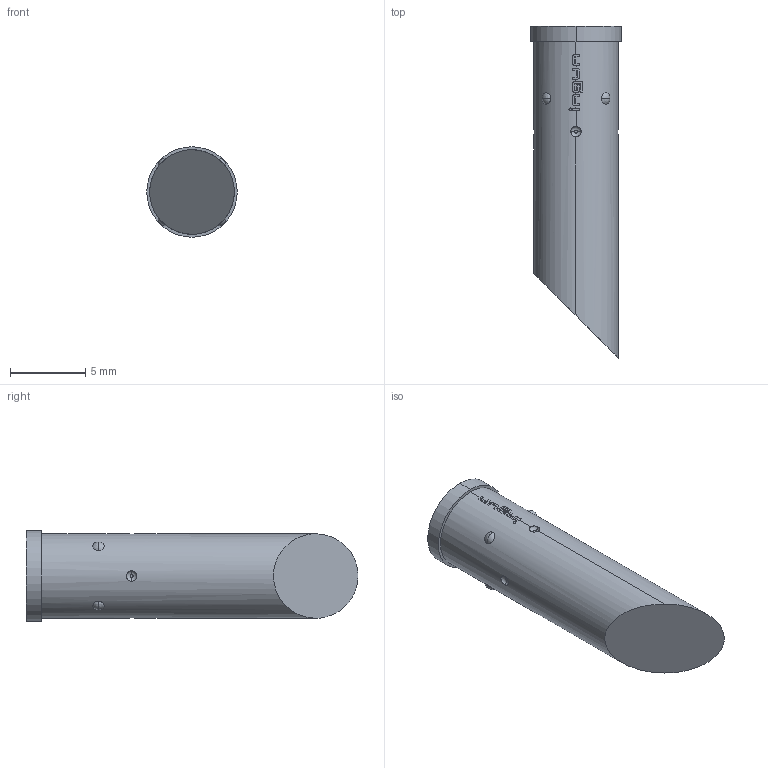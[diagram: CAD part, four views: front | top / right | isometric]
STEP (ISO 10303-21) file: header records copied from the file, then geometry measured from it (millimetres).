
FILE_DESCRIPTION (( 'STEP AP203' ), '1' );
FILE_NAME ('INGUN_KS-364_23.STEP', '2024-06-10T07:50:51', ( '' ), ( '' ), 'SwSTEP 2.0', 'SolidWorks 2023', '' );
FILE_SCHEMA (( 'CONFIG_CONTROL_DESIGN' ));
Length unit declared in the file: millimetre
Products named in the file (1): INGUN_KS-364_23
Bounding box: 6 x 22 x 6 mm (x, y, z)
Volume: 476.5 mm3; surface area: 407 mm2
Topology: 1 solids, 1 shells, 103 faces, 279 edges, 186 vertices
Faces by surface type: bspline 62, torus 16, cylinder 14, plane 11
Entity records: 3876 total; most frequent: CARTESIAN_POINT 1797, ORIENTED_EDGE 558, EDGE_CURVE 279, B_SPLINE_CURVE_WITH_KNOTS 224, VERTEX_POINT 186, DIRECTION 175, EDGE_LOOP 111, ADVANCED_FACE 103
